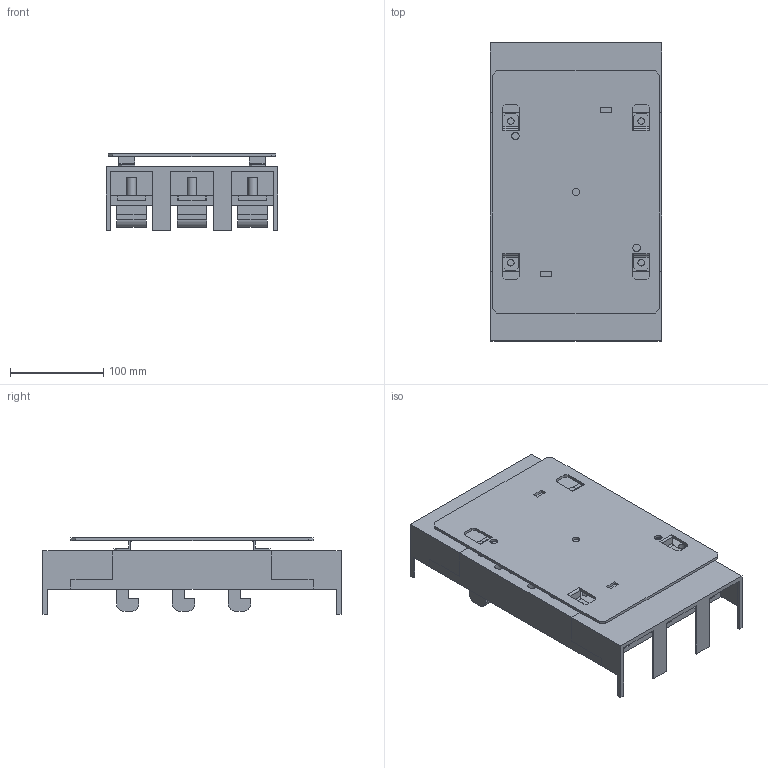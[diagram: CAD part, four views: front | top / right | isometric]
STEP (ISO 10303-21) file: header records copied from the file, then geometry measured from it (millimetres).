
FILE_DESCRIPTION (( 'STEP AP203' ), '1' );
FILE_NAME ('T-663.STEP', '2017-05-12T18:55:49', ( '' ), ( '' ), 'SwSTEP 2.0', 'SolidWorks 2017', '' );
FILE_SCHEMA (( 'CONFIG_CONTROL_DESIGN' ));
Length unit declared in the file: millimetre
Products named in the file (2): T-663; T-663-1
Assembly tree (1 placements, depth 2):
  T-663
    T-663-1
Bounding box: 184 x 320 x 82 mm (x, y, z)
Volume: 1712724.8 mm3; surface area: 366904.4 mm2
Topology: 4 solids, 4 shells, 407 faces, 1043 edges, 692 vertices
Faces by surface type: plane 279, cylinder 128
Entity records: 12557 total; most frequent: CARTESIAN_POINT 2146, DIRECTION 2123, ORIENTED_EDGE 2086, EDGE_CURVE 1043, LINE 785, VECTOR 785, VERTEX_POINT 692, AXIS2_PLACEMENT_3D 669
